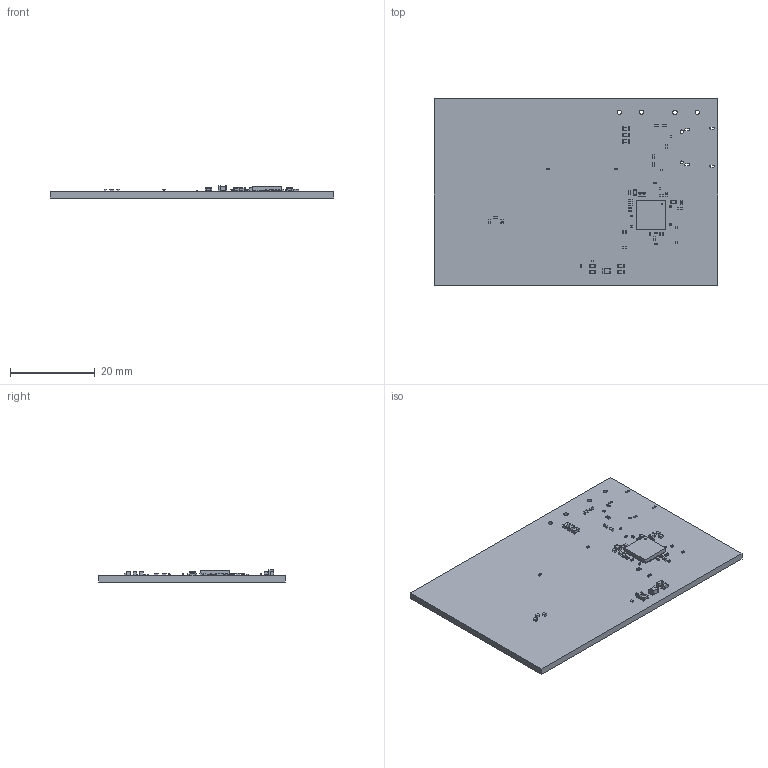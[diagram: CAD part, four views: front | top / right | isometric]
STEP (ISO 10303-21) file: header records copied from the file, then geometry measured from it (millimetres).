
FILE_DESCRIPTION(('KiCad electronic assembly'),'2;1');
FILE_NAME('telemetry_box_01.step','2025-03-20T15:31:43',('Pcbnew'),( 'Kicad'),'Open CASCADE STEP processor 7.7','KiCad to STEP converter' ,'Unknown');
FILE_SCHEMA(('AUTOMOTIVE_DESIGN { 1 0 10303 214 1 1 1 1 }'));
Length unit declared in the file: millimetre
Products named in the file (18): telemetry_box_01 1; C_0603_1608Metric; SOLID; L_0402_1005Metric; R_0201_0603Metric; C_0402_1005Metric; C_0201_0603Metric; Nordic_AQFN-73-1EP_7x7mm_P0.5mm; L_0805_2012Metric; L_0603_1608Metric; telemetry_box_01 PCB
Assembly tree (65 placements, depth 3):
  telemetry_box_01 1
    C_0603_1608Metric  x7
      SOLID
    L_0402_1005Metric  x3
      SOLID
    R_0201_0603Metric  x9
      SOLID
    C_0402_1005Metric  x13
      SOLID
    C_0201_0603Metric  x20
      SOLID
    Nordic_AQFN-73-1EP_7x7mm_P0.5mm
      SOLID
    L_0805_2012Metric
      SOLID
    L_0603_1608Metric  x2
      SOLID
    telemetry_box_01 PCB
Bounding box: 66.8 x 44 x 2.88 mm (x, y, z)
Volume: 4698.5 mm3; surface area: 6522.2 mm2
Topology: 57 solids, 57 shells, 1875 faces, 4968 edges, 3300 vertices
Faces by surface type: plane 1245, cylinder 630
Full cylindrical faces by diameter (mm): 0.4 x1, 0.675 x1, 1 x4
Entity records: 41673 total; most frequent: CARTESIAN_POINT 6821, DIRECTION 5937, LINE 4286, VECTOR 4286, ORIENTED_EDGE 3088, PCURVE 3088, DEFINITIONAL_REPRESENTATION 3088, EDGE_CURVE 1544
